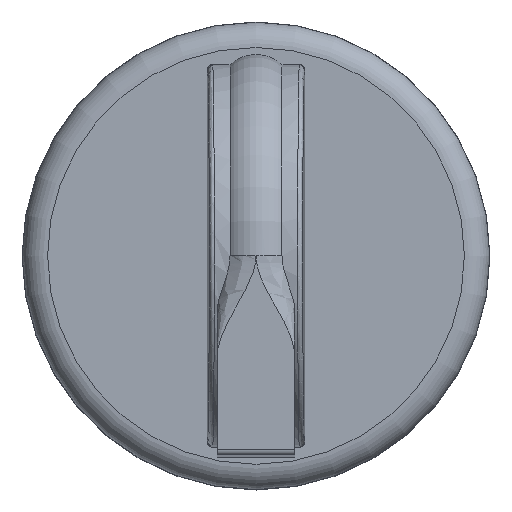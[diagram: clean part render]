
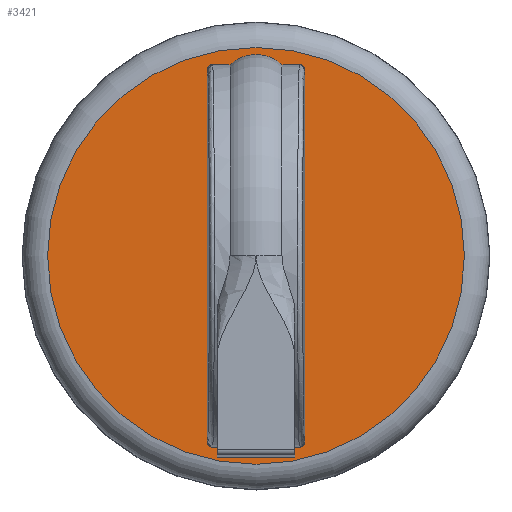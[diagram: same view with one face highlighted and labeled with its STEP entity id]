
A CAD part, top view. The second image highlights one B-rep face of the part: STEP entity #3421.
In plain terms, the highlighted planar face has unit normal (0, 0, 1).
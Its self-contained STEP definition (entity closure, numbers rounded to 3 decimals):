
#141=ELLIPSE('',#3710,0.3,0.3);
#142=ELLIPSE('',#3714,0.3,0.3);
#144=ELLIPSE('',#3718,0.3,0.3);
#145=ELLIPSE('',#3722,0.3,0.3);
#157=FACE_BOUND('',#535,.T.);
#201=PLANE('',#3725);
#324=FACE_OUTER_BOUND('',#534,.T.);
#534=EDGE_LOOP('',(#2527));
#535=EDGE_LOOP('',(#2528,#2529,#2530,#2531,#2532,#2533,#2534,#2535,#2536,
#2537,#2538,#2539,#2540,#2541));
#774=LINE('',#5408,#1008);
#777=LINE('',#5424,#1011);
#782=LINE('',#5439,#1016);
#786=LINE('',#5448,#1020);
#788=LINE('',#5549,#1022);
#793=LINE('',#5572,#1027);
#796=LINE('',#5637,#1030);
#798=LINE('',#5702,#1032);
#799=LINE('',#5703,#1033);
#1008=VECTOR('',#4285,10.);
#1011=VECTOR('',#4292,10.);
#1016=VECTOR('',#4305,10.);
#1020=VECTOR('',#4313,10.);
#1022=VECTOR('',#4327,10.);
#1027=VECTOR('',#4340,10.);
#1030=VECTOR('',#4359,10.);
#1032=VECTOR('',#4381,10.);
#1033=VECTOR('',#4382,10.);
#1226=CIRCLE('',#3695,2.3);
#1235=CIRCLE('',#3726,12.425);
#1482=VERTEX_POINT('',#5405);
#1483=VERTEX_POINT('',#5407);
#1486=VERTEX_POINT('',#5420);
#1488=VERTEX_POINT('',#5423);
#1491=VERTEX_POINT('',#5431);
#1492=VERTEX_POINT('',#5435);
#1494=VERTEX_POINT('',#5438);
#1497=VERTEX_POINT('',#5445);
#1500=VERTEX_POINT('',#5545);
#1502=VERTEX_POINT('',#5548);
#1506=VERTEX_POINT('',#5570);
#1508=VERTEX_POINT('',#5631);
#1510=VERTEX_POINT('',#5635);
#1512=VERTEX_POINT('',#5699);
#1513=VERTEX_POINT('',#5701);
#1859=EDGE_CURVE('',#1483,#1482,#774,.T.);
#1864=EDGE_CURVE('',#1488,#1486,#777,.T.);
#1868=EDGE_CURVE('',#1491,#1488,#1226,.T.);
#1871=EDGE_CURVE('',#1494,#1492,#782,.T.);
#1876=EDGE_CURVE('',#1497,#1483,#786,.T.);
#1885=EDGE_CURVE('',#1502,#1500,#788,.T.);
#1893=EDGE_CURVE('',#1506,#1491,#793,.T.);
#1894=EDGE_CURVE('',#1506,#1492,#141,.F.);
#1897=EDGE_CURVE('',#1494,#1500,#142,.F.);
#1901=EDGE_CURVE('',#1508,#1510,#796,.T.);
#1902=EDGE_CURVE('',#1508,#1486,#144,.F.);
#1905=EDGE_CURVE('',#1497,#1510,#145,.F.);
#1908=EDGE_CURVE('',#1512,#1512,#1235,.T.);
#1909=EDGE_CURVE('',#1482,#1513,#798,.T.);
#1910=EDGE_CURVE('',#1513,#1502,#799,.T.);
#2527=ORIENTED_EDGE('',*,*,#1908,.F.);
#2528=ORIENTED_EDGE('',*,*,#1885,.T.);
#2529=ORIENTED_EDGE('',*,*,#1897,.F.);
#2530=ORIENTED_EDGE('',*,*,#1871,.T.);
#2531=ORIENTED_EDGE('',*,*,#1894,.F.);
#2532=ORIENTED_EDGE('',*,*,#1893,.T.);
#2533=ORIENTED_EDGE('',*,*,#1868,.T.);
#2534=ORIENTED_EDGE('',*,*,#1864,.T.);
#2535=ORIENTED_EDGE('',*,*,#1902,.F.);
#2536=ORIENTED_EDGE('',*,*,#1901,.T.);
#2537=ORIENTED_EDGE('',*,*,#1905,.F.);
#2538=ORIENTED_EDGE('',*,*,#1876,.T.);
#2539=ORIENTED_EDGE('',*,*,#1859,.T.);
#2540=ORIENTED_EDGE('',*,*,#1909,.T.);
#2541=ORIENTED_EDGE('',*,*,#1910,.T.);
#3421=ADVANCED_FACE('',(#324,#157),#201,.F.);
#3695=AXIS2_PLACEMENT_3D('',#5432,#4299,#4300);
#3710=AXIS2_PLACEMENT_3D('',#5574,#4343,#4344);
#3714=AXIS2_PLACEMENT_3D('',#5628,#4351,#4352);
#3718=AXIS2_PLACEMENT_3D('',#5639,#4362,#4363);
#3722=AXIS2_PLACEMENT_3D('',#5693,#4370,#4371);
#3725=AXIS2_PLACEMENT_3D('',#5698,#4377,#4378);
#3726=AXIS2_PLACEMENT_3D('',#5700,#4379,#4380);
#4285=DIRECTION('',(0.,-1.,0.));
#4292=DIRECTION('',(1.,0.,0.));
#4299=DIRECTION('center_axis',(0.,0.,
-1.));
#4300=DIRECTION('ref_axis',(0.674,0.739,0.));
#4305=DIRECTION('',(0.,1.,0.));
#4313=DIRECTION('',(-1.,0.,0.));
#4327=DIRECTION('',(-1.,0.,0.));
#4340=DIRECTION('',(1.,0.,0.));
#4343=DIRECTION('center_axis',(0.,0.,
-1.));
#4344=DIRECTION('ref_axis',(-1.,0.,0.));
#4351=DIRECTION('center_axis',(0.,0.,
-1.));
#4352=DIRECTION('ref_axis',(-1.,0.,0.));
#4359=DIRECTION('',(0.,-1.,0.));
#4362=DIRECTION('center_axis',(0.,0.,
-1.));
#4363=DIRECTION('ref_axis',(1.,0.,0.));
#4370=DIRECTION('center_axis',(0.,0.,
-1.));
#4371=DIRECTION('ref_axis',(1.,0.,0.));
#4377=DIRECTION('center_axis',(0.,0.,
-1.));
#4378=DIRECTION('ref_axis',(0.,1.,0.));
#4379=DIRECTION('center_axis',(0.,0.,
-1.));
#4380=DIRECTION('ref_axis',(0.,1.,0.));
#4381=DIRECTION('',(-1.,0.,0.));
#4382=DIRECTION('',(0.,1.,0.));
#5405=CARTESIAN_POINT('',(2.3,-12.,19.075));
#5407=CARTESIAN_POINT('',(2.3,-11.4,19.075));
#5408=CARTESIAN_POINT('',(2.3,-6.,19.075));
#5420=CARTESIAN_POINT('',(2.6,11.4,19.075));
#5423=CARTESIAN_POINT('',(1.549,11.4,19.075));
#5424=CARTESIAN_POINT('',(0.775,11.4,19.075));
#5431=CARTESIAN_POINT('',(-1.549,11.4,19.075));
#5432=CARTESIAN_POINT('Origin',(0.,9.7,19.075));
#5435=CARTESIAN_POINT('',(-2.9,11.1,19.075));
#5438=CARTESIAN_POINT('',(-2.9,-11.1,19.075));
#5439=CARTESIAN_POINT('',(-2.9,-5.7,19.075));
#5445=CARTESIAN_POINT('',(2.6,-11.4,19.075));
#5448=CARTESIAN_POINT('',(1.45,-11.4,19.075));
#5545=CARTESIAN_POINT('',(-2.6,-11.4,19.075));
#5548=CARTESIAN_POINT('',(-2.3,-11.4,19.075));
#5549=CARTESIAN_POINT('',(1.45,-11.4,19.075));
#5570=CARTESIAN_POINT('',(-2.6,11.4,19.075));
#5572=CARTESIAN_POINT('',(-1.45,11.4,19.075));
#5574=CARTESIAN_POINT('Origin',(-2.6,11.1,19.075));
#5628=CARTESIAN_POINT('Origin',(-2.6,-11.1,19.075));
#5631=CARTESIAN_POINT('',(2.9,11.1,19.075));
#5635=CARTESIAN_POINT('',(2.9,-11.1,19.075));
#5637=CARTESIAN_POINT('',(2.9,5.7,19.075));
#5639=CARTESIAN_POINT('Origin',(2.6,11.1,19.075));
#5693=CARTESIAN_POINT('Origin',(2.6,-11.1,19.075));
#5698=CARTESIAN_POINT('Origin',(0.,0.,
19.075));
#5699=CARTESIAN_POINT('',(0.,-12.425,19.075));
#5700=CARTESIAN_POINT('Origin',(0.,0.,
19.075));
#5701=CARTESIAN_POINT('',(-2.3,-12.,19.075));
#5702=CARTESIAN_POINT('',(-1.15,-12.,19.075));
#5703=CARTESIAN_POINT('',(-2.3,0.,19.075));
